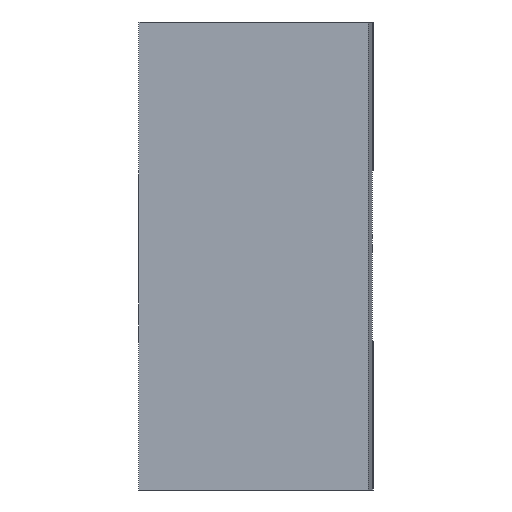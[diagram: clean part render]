
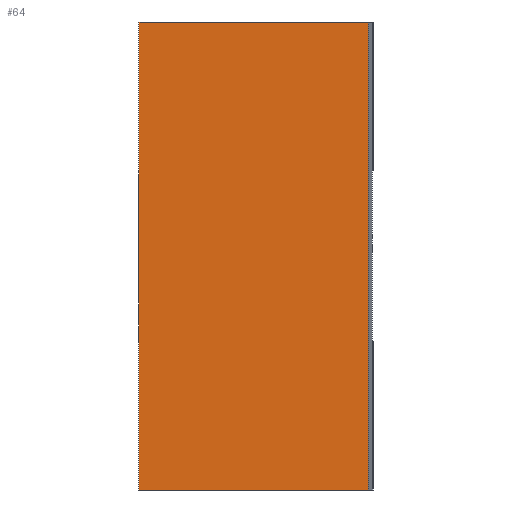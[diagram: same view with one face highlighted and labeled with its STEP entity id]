
A CAD part, left-side view. The second image highlights one B-rep face of the part: STEP entity #64.
In plain terms, the highlighted planar face has unit normal (-1, 0, 0).
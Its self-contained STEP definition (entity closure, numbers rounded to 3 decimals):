
#64 = ADVANCED_FACE( '', ( #123 ), #124, .F. );
#123 = FACE_OUTER_BOUND( '', #173, .T. );
#124 = PLANE( '', #174 );
#173 = EDGE_LOOP( '', ( #299, #300, #301, #302 ) );
#174 = AXIS2_PLACEMENT_3D( '', #303, #304, #305 );
#299 = ORIENTED_EDGE( '', *, *, #332, .T. );
#300 = ORIENTED_EDGE( '', *, *, #347, .F. );
#301 = ORIENTED_EDGE( '', *, *, #341, .F. );
#302 = ORIENTED_EDGE( '', *, *, #354, .T. );
#303 = CARTESIAN_POINT( '', ( 0., 0., 30. ) );
#304 = DIRECTION( '', ( 1., 0., 0. ) );
#305 = DIRECTION( '', ( 0., 0., -1. ) );
#332 = EDGE_CURVE( '', #399, #400, #401, .T. );
#341 = EDGE_CURVE( '', #412, #413, #414, .T. );
#347 = EDGE_CURVE( '', #413, #400, #421, .T. );
#354 = EDGE_CURVE( '', #412, #399, #429, .T. );
#399 = VERTEX_POINT( '', #542 );
#400 = VERTEX_POINT( '', #543 );
#401 = LINE( '', #544, #545 );
#412 = VERTEX_POINT( '', #560 );
#413 = VERTEX_POINT( '', #561 );
#414 = LINE( '', #562, #563 );
#421 = LINE( '', #572, #573 );
#429 = LINE( '', #583, #584 );
#542 = CARTESIAN_POINT( '', ( 0., 0., -30. ) );
#543 = CARTESIAN_POINT( '', ( 0., -29.394, -30. ) );
#544 = CARTESIAN_POINT( '', ( 0., 0., -30. ) );
#545 = VECTOR( '', #610, 1000. );
#560 = CARTESIAN_POINT( '', ( 0., 0., 30. ) );
#561 = CARTESIAN_POINT( '', ( 0., -29.394, 30. ) );
#562 = CARTESIAN_POINT( '', ( 0., 0., 30. ) );
#563 = VECTOR( '', #621, 1000. );
#572 = CARTESIAN_POINT( '', ( 0., -29.394, 30. ) );
#573 = VECTOR( '', #630, 1000. );
#583 = CARTESIAN_POINT( '', ( 0., 0., 30. ) );
#584 = VECTOR( '', #636, 1000. );
#610 = DIRECTION( '', ( 0., -1., 0. ) );
#621 = DIRECTION( '', ( 0., -1., 0. ) );
#630 = DIRECTION( '', ( 0., 0., -1. ) );
#636 = DIRECTION( '', ( 0., 0., -1. ) );
